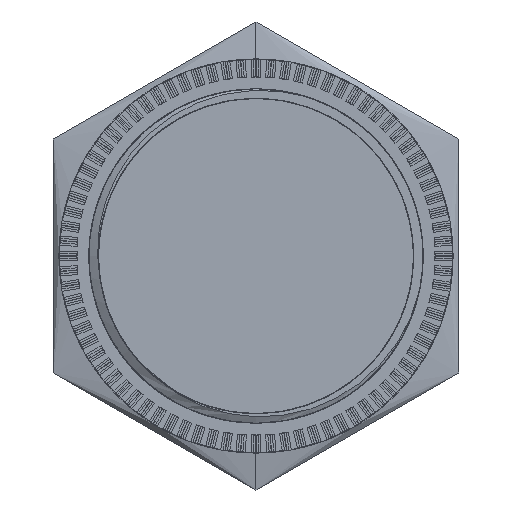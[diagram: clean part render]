
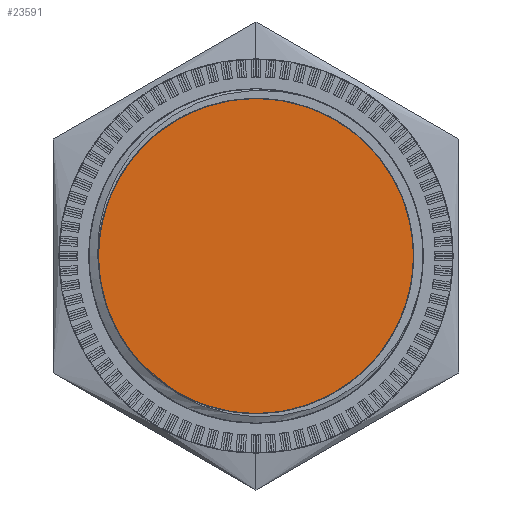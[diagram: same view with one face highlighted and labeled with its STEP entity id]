
A CAD part, left-side view. The second image highlights one B-rep face of the part: STEP entity #23591.
In plain terms, the highlighted planar face has unit normal (-1, 0, 0).
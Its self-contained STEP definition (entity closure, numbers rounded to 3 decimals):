
#3146 = VERTEX_POINT ( 'NONE', #77302 ) ;
#3557 = CARTESIAN_POINT ( 'NONE',  ( -56.3, -114.618, 49.004 ) ) ;
#4723 = CIRCLE ( 'NONE', #19292, 14. ) ;
#6944 = CARTESIAN_POINT ( 'NONE',  ( -56.3, -114.618, 63.004 ) ) ;
#7714 = EDGE_LOOP ( 'NONE', ( #71916, #68311 ) ) ;
#8674 = AXIS2_PLACEMENT_3D ( 'NONE', #81921, #68245, #42522 ) ;
#14741 = DIRECTION ( 'NONE',  ( 0., 0., 1. ) ) ;
#16812 = DIRECTION ( 'NONE',  ( -1., 0., 0. ) ) ;
#19292 = AXIS2_PLACEMENT_3D ( 'NONE', #3557, #16812, #21820 ) ;
#20599 = CIRCLE ( 'NONE', #8674, 14. ) ;
#21820 = DIRECTION ( 'NONE',  ( 0., 1., 0. ) ) ;
#23591 = ADVANCED_FACE ( 'NONE', ( #25974 ), #32183, .T. ) ;
#25974 = FACE_OUTER_BOUND ( 'NONE', #7714, .T. ) ;
#32183 = PLANE ( 'NONE',  #55655 ) ;
#33390 = CARTESIAN_POINT ( 'NONE',  ( -56.3, -114.618, 49.004 ) ) ;
#40219 = EDGE_CURVE ( 'NONE', #42240, #3146, #4723, .T. ) ;
#42240 = VERTEX_POINT ( 'NONE', #6944 ) ;
#42522 = DIRECTION ( 'NONE',  ( 0., 1., 0. ) ) ;
#51274 = DIRECTION ( 'NONE',  ( -1., 0., 0. ) ) ;
#55655 = AXIS2_PLACEMENT_3D ( 'NONE', #33390, #51274, #14741 ) ;
#68245 = DIRECTION ( 'NONE',  ( -1., 0., 0. ) ) ;
#68311 = ORIENTED_EDGE ( 'NONE', *, *, #76934, .T. ) ;
#71916 = ORIENTED_EDGE ( 'NONE', *, *, #40219, .T. ) ;
#76934 = EDGE_CURVE ( 'NONE', #3146, #42240, #20599, .T. ) ;
#77302 = CARTESIAN_POINT ( 'NONE',  ( -56.3, -114.618, 35.004 ) ) ;
#81921 = CARTESIAN_POINT ( 'NONE',  ( -56.3, -114.618, 49.004 ) ) ;
